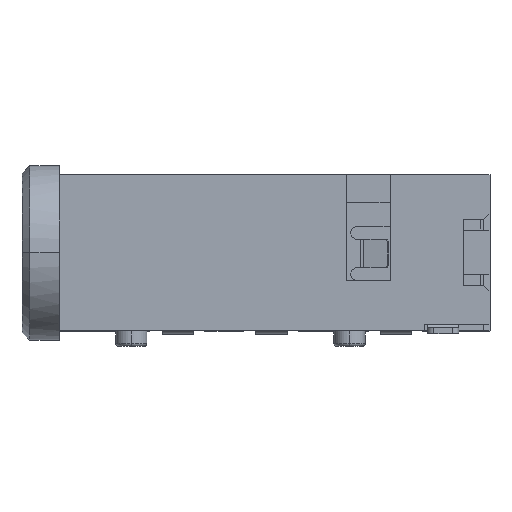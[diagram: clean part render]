
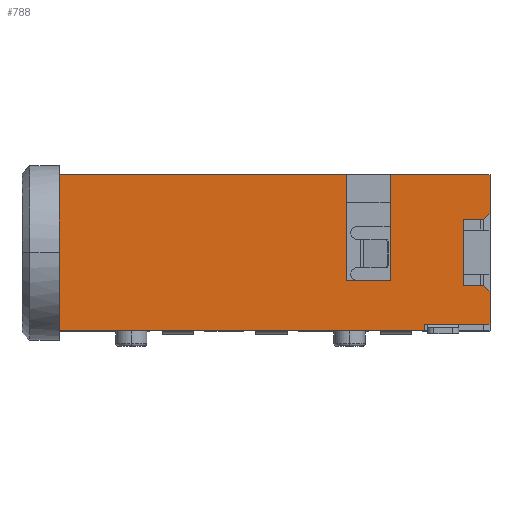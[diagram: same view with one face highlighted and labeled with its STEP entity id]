
A CAD part, top view. The second image highlights one B-rep face of the part: STEP entity #788.
In plain terms, the highlighted planar face has unit normal (0, 0, 1).
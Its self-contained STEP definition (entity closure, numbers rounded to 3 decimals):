
#26 = DIRECTION ( 'NONE',  ( 1., 0., 0. ) ) ;
#41 = LINE ( 'NONE', #1122, #4335 ) ;
#156 = CARTESIAN_POINT ( 'NONE',  ( 4.3, 1.7, 3. ) ) ;
#160 = EDGE_CURVE ( 'NONE', #7806, #5878, #4867, .T. ) ;
#197 = EDGE_CURVE ( 'NONE', #7806, #568, #4528, .T. ) ;
#204 = CARTESIAN_POINT ( 'NONE',  ( 6.65, 1.55, 3. ) ) ;
#275 = LINE ( 'NONE', #156, #8232 ) ;
#326 = CARTESIAN_POINT ( 'NONE',  ( 7.2, 0.3, 3. ) ) ;
#380 = LINE ( 'NONE', #4235, #2395 ) ;
#431 = CARTESIAN_POINT ( 'NONE',  ( 7.5, 3.85, 3. ) ) ;
#436 = CARTESIAN_POINT ( 'NONE',  ( -6.3, 5.1, 3. ) ) ;
#499 = LINE ( 'NONE', #7694, #4404 ) ;
#568 = VERTEX_POINT ( 'NONE', #6206 ) ;
#788 = ADVANCED_FACE ( 'NONE', ( #4732 ), #7210, .F. ) ;
#797 = CARTESIAN_POINT ( 'NONE',  ( 7.5, 0.3, 3. ) ) ;
#980 = VERTEX_POINT ( 'NONE', #3583 ) ;
#1059 = VERTEX_POINT ( 'NONE', #7566 ) ;
#1081 = VECTOR ( 'NONE', #5794, 1000. ) ;
#1108 = CARTESIAN_POINT ( 'NONE',  ( 2.9, 1.7, 3. ) ) ;
#1122 = CARTESIAN_POINT ( 'NONE',  ( -6.3, 5.1, 3. ) ) ;
#1168 = LINE ( 'NONE', #4876, #8632 ) ;
#1234 = DIRECTION ( 'NONE',  ( 0., 0., -1. ) ) ;
#1244 = DIRECTION ( 'NONE',  ( 1., 0., 0. ) ) ;
#1446 = VECTOR ( 'NONE', #6406, 1000. ) ;
#1518 = ORIENTED_EDGE ( 'NONE', *, *, #3117, .T. ) ;
#1681 = LINE ( 'NONE', #7842, #1081 ) ;
#1792 = CARTESIAN_POINT ( 'NONE',  ( 6.65, 3.65, 3. ) ) ;
#1854 = EDGE_CURVE ( 'NONE', #9636, #4840, #8701, .T. ) ;
#1884 = ORIENTED_EDGE ( 'NONE', *, *, #4811, .T. ) ;
#1893 = VERTEX_POINT ( 'NONE', #7923 ) ;
#1952 = ORIENTED_EDGE ( 'NONE', *, *, #5983, .F. ) ;
#1974 = CARTESIAN_POINT ( 'NONE',  ( 2.9, 1.7, 3. ) ) ;
#2235 = EDGE_LOOP ( 'NONE', ( #5127, #1884, #5068, #9626, #9644, #1518, #9080, #1952, #6800, #3057, #3664, #9416, #3726, #2809, #4721, #3405 ) ) ;
#2395 = VECTOR ( 'NONE', #9596, 1000. ) ;
#2610 = CARTESIAN_POINT ( 'NONE',  ( 7.3, 1.55, 3. ) ) ;
#2657 = CARTESIAN_POINT ( 'NONE',  ( -6.3, 5.1, 3. ) ) ;
#2696 = EDGE_CURVE ( 'NONE', #4077, #5878, #41, .T. ) ;
#2711 = DIRECTION ( 'NONE',  ( 1., 0., 0. ) ) ;
#2768 = CARTESIAN_POINT ( 'NONE',  ( 7.2, 3.65, 3. ) ) ;
#2809 = ORIENTED_EDGE ( 'NONE', *, *, #3606, .F. ) ;
#2854 = VERTEX_POINT ( 'NONE', #797 ) ;
#2900 = VERTEX_POINT ( 'NONE', #8719 ) ;
#3057 = ORIENTED_EDGE ( 'NONE', *, *, #197, .F. ) ;
#3117 = EDGE_CURVE ( 'NONE', #4840, #5280, #7041, .T. ) ;
#3337 = CARTESIAN_POINT ( 'NONE',  ( 4.3, 5.1, 3. ) ) ;
#3405 = ORIENTED_EDGE ( 'NONE', *, *, #4148, .T. ) ;
#3447 = CARTESIAN_POINT ( 'NONE',  ( 7.5, 5.1, 3. ) ) ;
#3472 = DIRECTION ( 'NONE',  ( -0.707, 0.707, 0. ) ) ;
#3583 = CARTESIAN_POINT ( 'NONE',  ( 7.5, 1.35, 3. ) ) ;
#3606 = EDGE_CURVE ( 'NONE', #1059, #1893, #380, .T. ) ;
#3664 = ORIENTED_EDGE ( 'NONE', *, *, #160, .T. ) ;
#3683 = LINE ( 'NONE', #7024, #6676 ) ;
#3726 = ORIENTED_EDGE ( 'NONE', *, *, #4400, .T. ) ;
#3800 = CARTESIAN_POINT ( 'NONE',  ( -6.3, 5.1, 3. ) ) ;
#3883 = AXIS2_PLACEMENT_3D ( 'NONE', #436, #1234, #4966 ) ;
#4077 = VERTEX_POINT ( 'NONE', #2657 ) ;
#4132 = DIRECTION ( 'NONE',  ( 0.707, 0.707, 0. ) ) ;
#4148 = EDGE_CURVE ( 'NONE', #2900, #2854, #7506, .T. ) ;
#4235 = CARTESIAN_POINT ( 'NONE',  ( 7.5, 0.1, 3. ) ) ;
#4335 = VECTOR ( 'NONE', #9543, 1000. ) ;
#4400 = EDGE_CURVE ( 'NONE', #4077, #1893, #3683, .T. ) ;
#4404 = VECTOR ( 'NONE', #4610, 1000. ) ;
#4418 = VECTOR ( 'NONE', #2711, 1000. ) ;
#4528 = LINE ( 'NONE', #5674, #4418 ) ;
#4610 = DIRECTION ( 'NONE',  ( 0., -1., 0. ) ) ;
#4671 = DIRECTION ( 'NONE',  ( 0., 1., 0. ) ) ;
#4721 = ORIENTED_EDGE ( 'NONE', *, *, #7085, .F. ) ;
#4732 = FACE_OUTER_BOUND ( 'NONE', #2235, .T. ) ;
#4811 = EDGE_CURVE ( 'NONE', #980, #6850, #8656, .T. ) ;
#4840 = VERTEX_POINT ( 'NONE', #4852 ) ;
#4852 = CARTESIAN_POINT ( 'NONE',  ( 7.3, 3.65, 3. ) ) ;
#4867 = LINE ( 'NONE', #1974, #9139 ) ;
#4876 = CARTESIAN_POINT ( 'NONE',  ( 6.65, 1.55, 3. ) ) ;
#4886 = VERTEX_POINT ( 'NONE', #3337 ) ;
#4966 = DIRECTION ( 'NONE',  ( -1., 0., 0. ) ) ;
#5032 = CARTESIAN_POINT ( 'NONE',  ( 7.5, 5.1, 3. ) ) ;
#5068 = ORIENTED_EDGE ( 'NONE', *, *, #9256, .F. ) ;
#5127 = ORIENTED_EDGE ( 'NONE', *, *, #5224, .F. ) ;
#5224 = EDGE_CURVE ( 'NONE', #980, #2854, #6534, .T. ) ;
#5280 = VERTEX_POINT ( 'NONE', #431 ) ;
#5317 = VECTOR ( 'NONE', #7349, 1000. ) ;
#5603 = EDGE_CURVE ( 'NONE', #9636, #9690, #1168, .T. ) ;
#5652 = CARTESIAN_POINT ( 'NONE',  ( 7.3, 3.65, 3. ) ) ;
#5674 = CARTESIAN_POINT ( 'NONE',  ( 4.3, 1.7, 3. ) ) ;
#5794 = DIRECTION ( 'NONE',  ( 1., 0., 0. ) ) ;
#5803 = DIRECTION ( 'NONE',  ( 0., -1., 0. ) ) ;
#5878 = VERTEX_POINT ( 'NONE', #6812 ) ;
#5983 = EDGE_CURVE ( 'NONE', #4886, #8359, #6633, .T. ) ;
#6206 = CARTESIAN_POINT ( 'NONE',  ( 4.3, 1.7, 3. ) ) ;
#6287 = DIRECTION ( 'NONE',  ( 0., -1., 0. ) ) ;
#6406 = DIRECTION ( 'NONE',  ( 1., 0., 0. ) ) ;
#6534 = LINE ( 'NONE', #5032, #5317 ) ;
#6633 = LINE ( 'NONE', #3800, #8877 ) ;
#6676 = VECTOR ( 'NONE', #6287, 1000. ) ;
#6710 = VECTOR ( 'NONE', #1244, 1000. ) ;
#6800 = ORIENTED_EDGE ( 'NONE', *, *, #8451, .F. ) ;
#6812 = CARTESIAN_POINT ( 'NONE',  ( 2.9, 5.1, 3. ) ) ;
#6850 = VERTEX_POINT ( 'NONE', #9593 ) ;
#6859 = VECTOR ( 'NONE', #5803, 1000. ) ;
#7024 = CARTESIAN_POINT ( 'NONE',  ( -6.3, 5.1, 3. ) ) ;
#7041 = LINE ( 'NONE', #5652, #7745 ) ;
#7085 = EDGE_CURVE ( 'NONE', #2900, #1059, #499, .T. ) ;
#7210 = PLANE ( 'NONE',  #3883 ) ;
#7227 = DIRECTION ( 'NONE',  ( 0., -1., 0. ) ) ;
#7346 = EDGE_CURVE ( 'NONE', #8359, #5280, #7668, .T. ) ;
#7349 = DIRECTION ( 'NONE',  ( 0., -1., 0. ) ) ;
#7506 = LINE ( 'NONE', #326, #1446 ) ;
#7566 = CARTESIAN_POINT ( 'NONE',  ( 5.4, 0.1, 3. ) ) ;
#7668 = LINE ( 'NONE', #9540, #6859 ) ;
#7694 = CARTESIAN_POINT ( 'NONE',  ( 5.4, 0.3, 3. ) ) ;
#7745 = VECTOR ( 'NONE', #4132, 1000. ) ;
#7806 = VERTEX_POINT ( 'NONE', #1108 ) ;
#7842 = CARTESIAN_POINT ( 'NONE',  ( 7.2, 1.55, 3. ) ) ;
#7923 = CARTESIAN_POINT ( 'NONE',  ( -6.3, 0.1, 3. ) ) ;
#7937 = VECTOR ( 'NONE', #3472, 1000. ) ;
#8232 = VECTOR ( 'NONE', #4671, 1000. ) ;
#8359 = VERTEX_POINT ( 'NONE', #3447 ) ;
#8451 = EDGE_CURVE ( 'NONE', #568, #4886, #275, .T. ) ;
#8632 = VECTOR ( 'NONE', #7227, 1000. ) ;
#8656 = LINE ( 'NONE', #2610, #7937 ) ;
#8701 = LINE ( 'NONE', #2768, #6710 ) ;
#8719 = CARTESIAN_POINT ( 'NONE',  ( 5.4, 0.3, 3. ) ) ;
#8769 = DIRECTION ( 'NONE',  ( 0., 1., 0. ) ) ;
#8877 = VECTOR ( 'NONE', #26, 1000. ) ;
#9080 = ORIENTED_EDGE ( 'NONE', *, *, #7346, .F. ) ;
#9139 = VECTOR ( 'NONE', #8769, 1000. ) ;
#9256 = EDGE_CURVE ( 'NONE', #9690, #6850, #1681, .T. ) ;
#9416 = ORIENTED_EDGE ( 'NONE', *, *, #2696, .F. ) ;
#9540 = CARTESIAN_POINT ( 'NONE',  ( 7.5, 5.1, 3. ) ) ;
#9543 = DIRECTION ( 'NONE',  ( 1., 0., 0. ) ) ;
#9593 = CARTESIAN_POINT ( 'NONE',  ( 7.3, 1.55, 3. ) ) ;
#9596 = DIRECTION ( 'NONE',  ( -1., 0., 0. ) ) ;
#9626 = ORIENTED_EDGE ( 'NONE', *, *, #5603, .F. ) ;
#9636 = VERTEX_POINT ( 'NONE', #1792 ) ;
#9644 = ORIENTED_EDGE ( 'NONE', *, *, #1854, .T. ) ;
#9690 = VERTEX_POINT ( 'NONE', #204 ) ;
